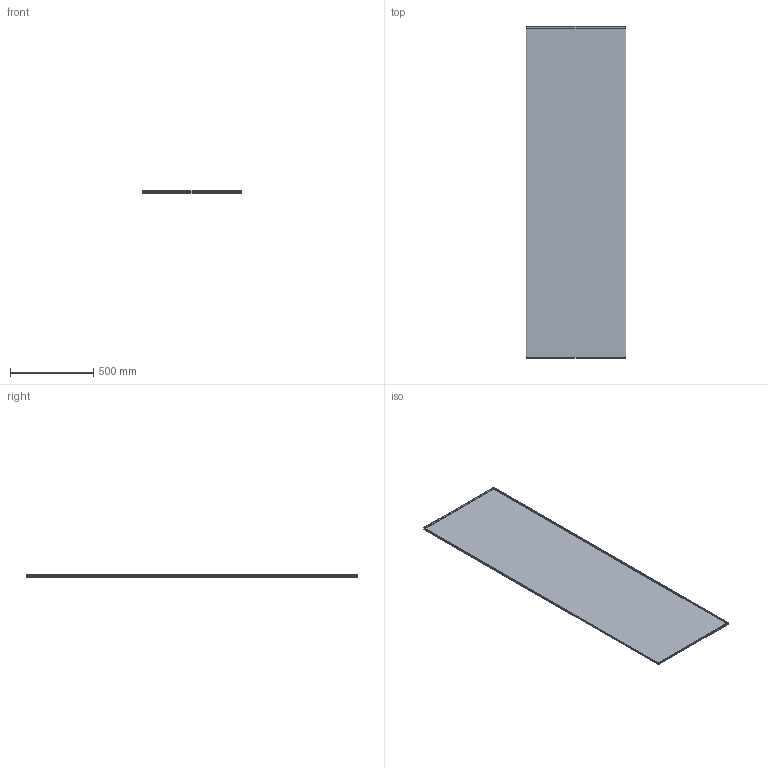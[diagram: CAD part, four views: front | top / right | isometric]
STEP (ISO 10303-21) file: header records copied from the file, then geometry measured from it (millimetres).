
FILE_DESCRIPTION (( 'STEP AP214' ), '1' );
FILE_NAME ('FT-06.20.STEP', '2017-07-06T12:15:24', ( '' ), ( '' ), 'SwSTEP 2.0', 'SolidWorks 2017', '' );
FILE_SCHEMA (( 'AUTOMOTIVE_DESIGN' ));
Length unit declared in the file: millimetre
Products named in the file (3): FT(PG1_0301_06 20); FT-06.20-1; FT-06.20
Assembly tree (2 placements, depth 3):
  FT-06.20
    FT-06.20-1
      FT(PG1_0301_06 20)
Bounding box: 596 x 1996 x 13 mm (x, y, z)
Volume: 1291004.6 mm3; surface area: 2587352.7 mm2
Topology: 1 solids, 1 shells, 78 faces, 164 edges, 88 vertices
Faces by surface type: plane 54, cylinder 16, bspline 8
Entity records: 2432 total; most frequent: CARTESIAN_POINT 760, ORIENTED_EDGE 328, DIRECTION 316, EDGE_CURVE 164, VECTOR 132, LINE 132, AXIS2_PLACEMENT_3D 92, VERTEX_POINT 88
